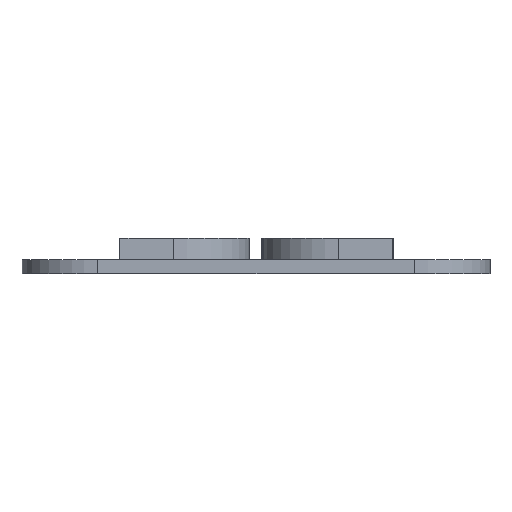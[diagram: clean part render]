
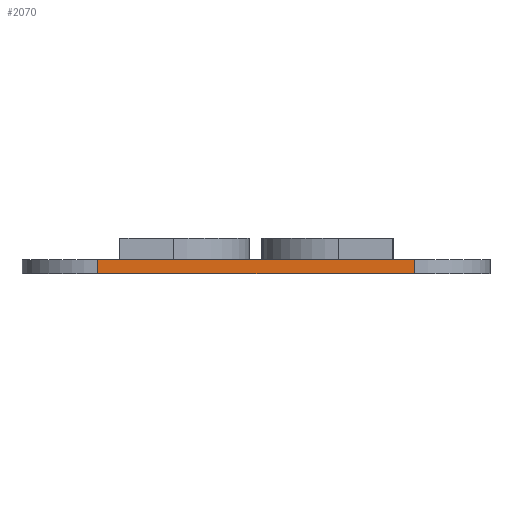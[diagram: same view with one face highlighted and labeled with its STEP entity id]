
A CAD part, left-side view. The second image highlights one B-rep face of the part: STEP entity #2070.
In plain terms, the highlighted planar face has unit normal (-1, 0, 0).
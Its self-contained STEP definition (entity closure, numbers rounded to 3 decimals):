
#170=PLANE('',#2227);
#236=FACE_OUTER_BOUND('',#353,.T.);
#353=EDGE_LOOP('',(#1546,#1547,#1548,#1549));
#464=LINE('',#2894,#669);
#514=LINE('',#3127,#719);
#516=LINE('',#3131,#721);
#517=LINE('',#3132,#722);
#669=VECTOR('',#2367,1.924);
#719=VECTOR('',#2483,10.);
#721=VECTOR('',#2487,1.924);
#722=VECTOR('',#2488,10.);
#939=VERTEX_POINT('',#2891);
#940=VERTEX_POINT('',#2893);
#1032=VERTEX_POINT('',#3125);
#1033=VERTEX_POINT('',#3130);
#1141=EDGE_CURVE('',#940,#939,#464,.T.);
#1236=EDGE_CURVE('',#1032,#939,#514,.T.);
#1238=EDGE_CURVE('',#1033,#1032,#516,.T.);
#1239=EDGE_CURVE('',#940,#1033,#517,.T.);
#1546=ORIENTED_EDGE('',*,*,#1236,.F.);
#1547=ORIENTED_EDGE('',*,*,#1238,.F.);
#1548=ORIENTED_EDGE('',*,*,#1239,.F.);
#1549=ORIENTED_EDGE('',*,*,#1141,.T.);
#2070=ADVANCED_FACE('',(#236),#170,.T.);
#2227=AXIS2_PLACEMENT_3D('',#3129,#2485,#2486);
#2367=DIRECTION('',(0.,1.,0.));
#2483=DIRECTION('',(0.,0.,1.));
#2485=DIRECTION('center_axis',(-1.,0.,0.));
#2486=DIRECTION('ref_axis',(0.,1.,0.));
#2487=DIRECTION('',(0.,1.,0.));
#2488=DIRECTION('',(0.,0.,-1.));
#2891=CARTESIAN_POINT('',(0.,-5.192,0.962));
#2893=CARTESIAN_POINT('',(0.,-26.95,0.962));
#2894=CARTESIAN_POINT('',(0.,-32.142,0.962));
#3125=CARTESIAN_POINT('',(0.,-5.192,0.));
#3127=CARTESIAN_POINT('',(0.,-5.192,0.962));
#3129=CARTESIAN_POINT('Origin',(0.,-32.142,0.962));
#3130=CARTESIAN_POINT('',(0.,-26.95,0.));
#3131=CARTESIAN_POINT('',(0.,-32.142,0.));
#3132=CARTESIAN_POINT('',(0.,-26.95,0.962));
